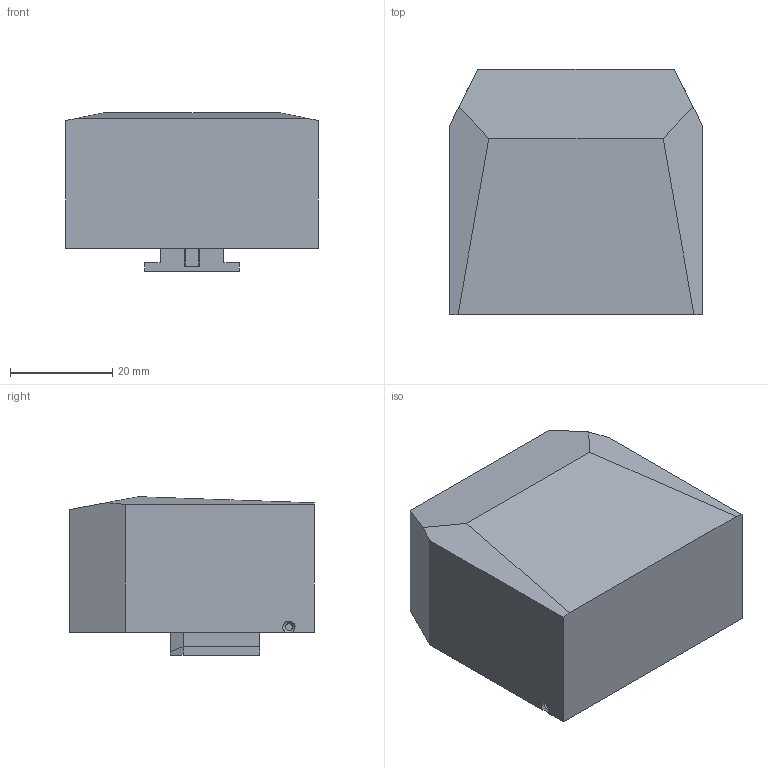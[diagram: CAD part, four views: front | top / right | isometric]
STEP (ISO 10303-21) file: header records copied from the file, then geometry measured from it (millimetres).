
FILE_DESCRIPTION(/* description */ (''),/* implementation_level */ '2;1');
FILE_NAME(/* name */ 'flash v3.step',/* time_stamp */ '2021-07-30T22:11:59+08:00',/* author */ (''),/* organization */ (''),/* preprocessor_version */ 'ST-DEVELOPER v18.1',/* originating_system */ 'Autodesk Translation Framework v10.9.0.1377',/* authorisation */ '');
FILE_SCHEMA (('AUTOMOTIVE_DESIGN { 1 0 10303 214 3 1 1 }'));
Length unit declared in the file: millimetre
Products named in the file (11): flash; board; Board_1; Packages; TACTILE_SWITCH_SMD_6.0X3.5MM; DO214AC; C0603; R0603; TO92E; 1,6/0,8; SOD323
Assembly tree (16 placements, depth 4):
  flash
    board
      Board_1
      Packages
        TACTILE_SWITCH_SMD_6.0X3.5MM
        DO214AC  x2
        C0603
        R0603  x3
        TO92E
        1,6/0,8  x4
        SOD323
Bounding box: 49.4 x 47.9 x 31.03 mm (x, y, z)
Volume: 11685.6 mm3; surface area: 20165.4 mm2
Topology: 18 solids, 18 shells, 348 faces, 890 edges, 581 vertices
Faces by surface type: plane 273, cylinder 69, cone 6
Full cylindrical faces by diameter (mm): 0.3 x4, 0.813 x7, 1.4 x12, 2.85 x3, 3 x4, 3.3 x4
Entity records: 9034 total; most frequent: CARTESIAN_POINT 1507, DIRECTION 1457, ORIENTED_EDGE 1436, EDGE_CURVE 718, LINE 577, VECTOR 577, VERTEX_POINT 469, AXIS2_PLACEMENT_3D 440
